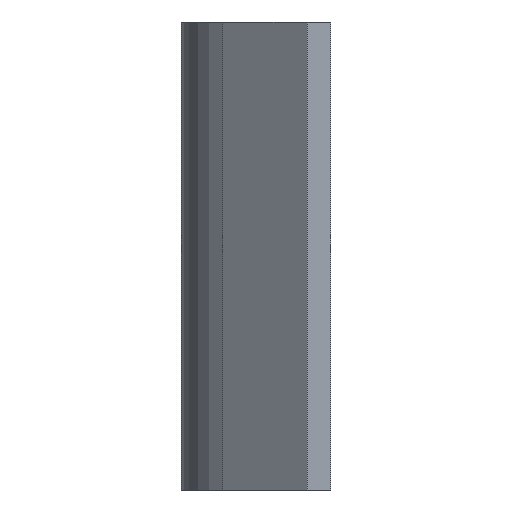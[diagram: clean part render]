
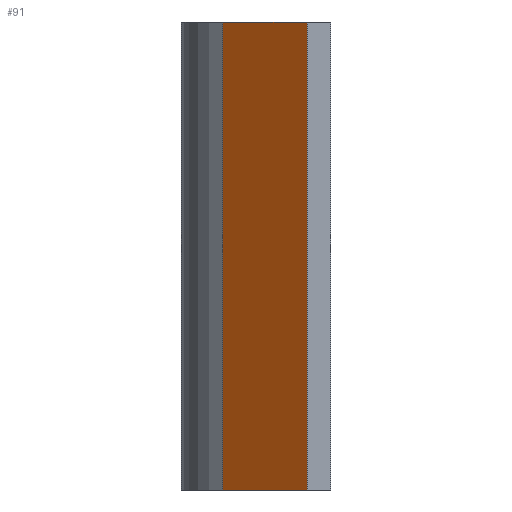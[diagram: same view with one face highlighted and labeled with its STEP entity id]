
A CAD part, left-side view. The second image highlights one B-rep face of the part: STEP entity #91.
In plain terms, the highlighted planar face has unit normal (-0.777, 0.629, 0).
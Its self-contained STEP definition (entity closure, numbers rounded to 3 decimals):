
#6 = VERTEX_POINT ( 'NONE', #725 ) ;
#16 = CARTESIAN_POINT ( 'NONE',  ( -21.323, 5.776, 25. ) ) ;
#40 = VECTOR ( 'NONE', #209, 1000. ) ;
#49 = DIRECTION ( 'NONE',  ( 0.777, -0.629, 0. ) ) ;
#86 = ORIENTED_EDGE ( 'NONE', *, *, #643, .F. ) ;
#91 = ADVANCED_FACE ( 'NONE', ( #856 ), #232, .F. ) ;
#121 = CARTESIAN_POINT ( 'NONE',  ( -24.981, 1.259, 25. ) ) ;
#129 = VECTOR ( 'NONE', #737, 1000. ) ;
#135 = VECTOR ( 'NONE', #182, 1000. ) ;
#136 = VERTEX_POINT ( 'NONE', #676 ) ;
#159 = CARTESIAN_POINT ( 'NONE',  ( -24.981, 1.259, 25. ) ) ;
#182 = DIRECTION ( 'NONE',  ( -0.629, -0.777, 0. ) ) ;
#209 = DIRECTION ( 'NONE',  ( 0., 0., -1. ) ) ;
#232 = PLANE ( 'NONE',  #1002 ) ;
#263 = LINE ( 'NONE', #701, #981 ) ;
#313 = CARTESIAN_POINT ( 'NONE',  ( -21.323, 5.776, 0. ) ) ;
#386 = LINE ( 'NONE', #313, #129 ) ;
#455 = DIRECTION ( 'NONE',  ( 0., 0., -1. ) ) ;
#476 = EDGE_CURVE ( 'NONE', #136, #6, #263, .T. ) ;
#563 = CARTESIAN_POINT ( 'NONE',  ( -21.323, 5.776, 25. ) ) ;
#634 = CARTESIAN_POINT ( 'NONE',  ( -24.981, 1.259, 0. ) ) ;
#643 = EDGE_CURVE ( 'NONE', #904, #662, #968, .T. ) ;
#648 = DIRECTION ( 'NONE',  ( 0.629, 0.777, 0. ) ) ;
#662 = VERTEX_POINT ( 'NONE', #634 ) ;
#676 = CARTESIAN_POINT ( 'NONE',  ( -21.323, 5.776, 25. ) ) ;
#701 = CARTESIAN_POINT ( 'NONE',  ( -21.323, 5.776, 25. ) ) ;
#725 = CARTESIAN_POINT ( 'NONE',  ( -21.323, 5.776, 0. ) ) ;
#737 = DIRECTION ( 'NONE',  ( -0.629, -0.777, 0. ) ) ;
#756 = LINE ( 'NONE', #16, #135 ) ;
#765 = ORIENTED_EDGE ( 'NONE', *, *, #476, .T. ) ;
#790 = EDGE_CURVE ( 'NONE', #6, #662, #386, .T. ) ;
#842 = ORIENTED_EDGE ( 'NONE', *, *, #1064, .F. ) ;
#856 = FACE_OUTER_BOUND ( 'NONE', #1016, .T. ) ;
#904 = VERTEX_POINT ( 'NONE', #159 ) ;
#968 = LINE ( 'NONE', #121, #40 ) ;
#973 = ORIENTED_EDGE ( 'NONE', *, *, #790, .T. ) ;
#981 = VECTOR ( 'NONE', #455, 1000. ) ;
#1002 = AXIS2_PLACEMENT_3D ( 'NONE', #563, #49, #648 ) ;
#1016 = EDGE_LOOP ( 'NONE', ( #973, #86, #842, #765 ) ) ;
#1064 = EDGE_CURVE ( 'NONE', #136, #904, #756, .T. ) ;
